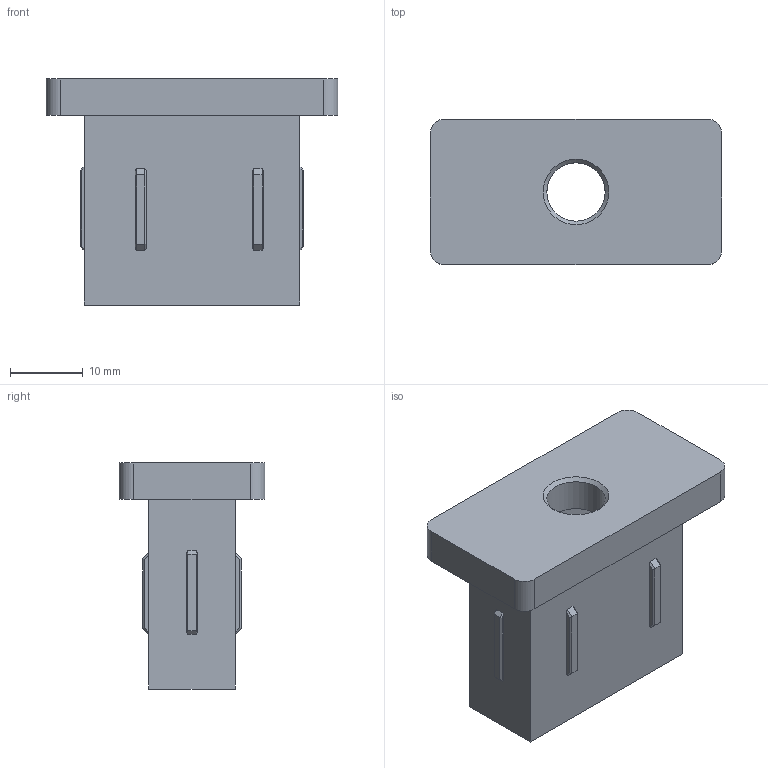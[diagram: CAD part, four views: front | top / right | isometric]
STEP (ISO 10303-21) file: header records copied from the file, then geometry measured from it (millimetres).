
FILE_DESCRIPTION(('STEP AP214'),'1');
FILE_NAME('1825_Cosch_Edelstahltechnik.stp','2018-09-24T19:52:54',(' '),(' '),'Spatial InterOp 3D',' ',' ');
FILE_SCHEMA(('AUTOMOTIVE_DESIGN { 1 0 10303 214 1 1 1 1 }'));
Length unit declared in the file: millimetre
Products named in the file (1): 1537817304
Bounding box: 40 x 20 x 31 mm (x, y, z)
Volume: 6739 mm3; surface area: 6289.3 mm2
Topology: 1 solids, 1 shells, 88 faces, 210 edges, 132 vertices
Faces by surface type: plane 82, cylinder 5, cone 1
Full cylindrical faces by diameter (mm): 8 x1
Entity records: 3179 total; most frequent: CARTESIAN_POINT 427, ORIENTED_EDGE 414, DIRECTION 396, EDGE_CURVE 207, LINE 196, VECTOR 196, VERTEX_POINT 131, AXIS2_PLACEMENT_3D 100
